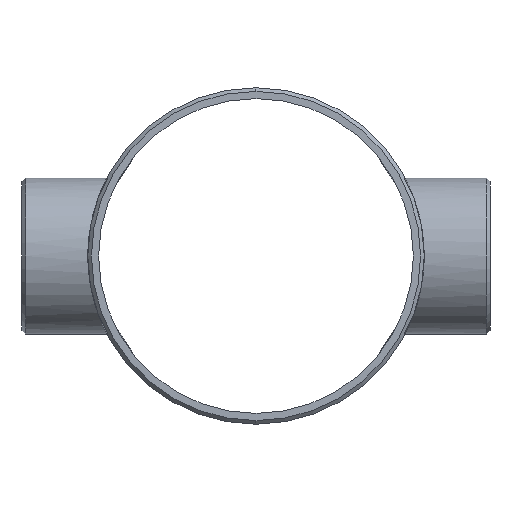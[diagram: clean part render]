
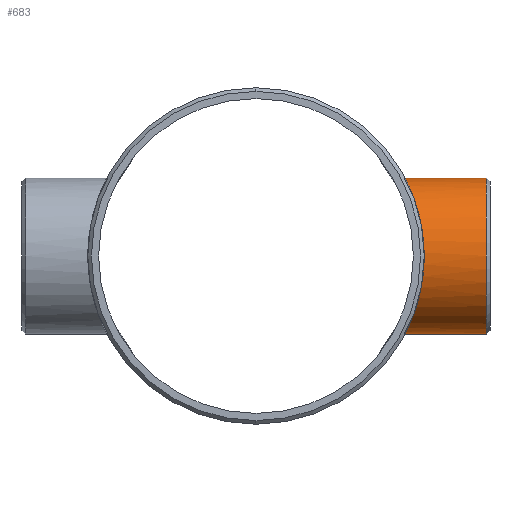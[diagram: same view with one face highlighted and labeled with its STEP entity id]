
A CAD part, left-side view. The second image highlights one B-rep face of the part: STEP entity #683.
In plain terms, the highlighted cylindrical face has radius 50.8 mm (diameter 101.6 mm), a partial arc.
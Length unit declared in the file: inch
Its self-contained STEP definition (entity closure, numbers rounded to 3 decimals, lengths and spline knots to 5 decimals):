
#8 = CARTESIAN_POINT ( 'NONE',  ( -2.00003, -4.31252, -0.06499 ) ) ;
#13 = CARTESIAN_POINT ( 'NONE',  ( -0.89134, -3.92318, 1.7907 ) ) ;
#16 = CARTESIAN_POINT ( 'NONE',  ( -1.58737, -4.13679, 1.22352 ) ) ;
#20 = CARTESIAN_POINT ( 'NONE',  ( -0.83209, -3.9098, -1.81987 ) ) ;
#21 = CARTESIAN_POINT ( 'NONE',  ( -1.98701, -4.30649, -0.22997 ) ) ;
#51 = CARTESIAN_POINT ( 'NONE',  ( 0., -3.82069, -2. ) ) ;
#100 = CARTESIAN_POINT ( 'NONE',  ( -1.32007, -4.04224, 1.50282 ) ) ;
#107 = CARTESIAN_POINT ( 'NONE',  ( -0.26504, -3.82973, 1.98264 ) ) ;
#114 = CARTESIAN_POINT ( 'NONE',  ( -1.5057, -4.10578, 1.3227 ) ) ;
#117 = CARTESIAN_POINT ( 'NONE',  ( -1.16867, -3.9951, 1.6243 ) ) ;
#121 = AXIS2_PLACEMENT_3D ( 'NONE', #176, #577, #1271 ) ;
#126 = CARTESIAN_POINT ( 'NONE',  ( -1.99997, -4.31248, 0.06708 ) ) ;
#141 = ORIENTED_EDGE ( 'NONE', *, *, #930, .F. ) ;
#147 = VECTOR ( 'NONE', #951, 39.37008 ) ;
#176 = CARTESIAN_POINT ( 'NONE',  ( 0., -6., 0. ) ) ;
#194 = CARTESIAN_POINT ( 'NONE',  ( 0., -6., 2. ) ) ;
#202 = CARTESIAN_POINT ( 'NONE',  ( -1.32147, -4.04184, -1.50687 ) ) ;
#209 = CARTESIAN_POINT ( 'NONE',  ( -1.96726, -4.29741, -0.36192 ) ) ;
#214 = CARTESIAN_POINT ( 'NONE',  ( -0.23174, -3.82757, 1.98681 ) ) ;
#219 = CARTESIAN_POINT ( 'NONE',  ( -1.58754, -4.13685, -1.2233 ) ) ;
#224 = CARTESIAN_POINT ( 'NONE',  ( -1.96681, -4.29721, 0.36434 ) ) ;
#250 = CARTESIAN_POINT ( 'NONE',  ( 0., -5.90767, -2. ) ) ;
#259 = LINE ( 'NONE', #864, #147 ) ;
#262 = CYLINDRICAL_SURFACE ( 'NONE', #121, 2. ) ;
#274 = EDGE_CURVE ( 'NONE', #998, #684, #323, .T. ) ;
#299 = CARTESIAN_POINT ( 'NONE',  ( -1.83269, -4.23748, -0.80145 ) ) ;
#306 = CARTESIAN_POINT ( 'NONE',  ( -1.77611, -4.21332, -0.92006 ) ) ;
#313 = CARTESIAN_POINT ( 'NONE',  ( -1.9826, -4.30446, 0.26536 ) ) ;
#321 = CARTESIAN_POINT ( 'NONE',  ( -0.06601, -3.82069, 2. ) ) ;
#323 = CIRCLE ( 'NONE', #690, 2. ) ;
#365 = CARTESIAN_POINT ( 'NONE',  ( 0., -5.90767, 0. ) ) ;
#388 = ORIENTED_EDGE ( 'NONE', *, *, #801, .T. ) ;
#390 = LINE ( 'NONE', #194, #711 ) ;
#404 = CARTESIAN_POINT ( 'NONE',  ( -1.97305, -4.30007, -0.32891 ) ) ;
#411 = CARTESIAN_POINT ( 'NONE',  ( -1.97262, -4.29987, 0.33149 ) ) ;
#413 = ORIENTED_EDGE ( 'NONE', *, *, #274, .T. ) ;
#417 = CARTESIAN_POINT ( 'NONE',  ( -1.67764, -4.17275, 1.0893 ) ) ;
#422 = CARTESIAN_POINT ( 'NONE',  ( -0.65099, -3.87394, -1.89561 ) ) ;
#426 = CARTESIAN_POINT ( 'NONE',  ( -1.79104, -4.21964, -0.89064 ) ) ;
#438 = VERTEX_POINT ( 'NONE', #635 ) ;
#441 = CARTESIAN_POINT ( 'NONE',  ( -0.26744, -3.82946, -1.98317 ) ) ;
#450 = ORIENTED_EDGE ( 'NONE', *, *, #789, .T. ) ;
#462 = CARTESIAN_POINT ( 'NONE',  ( 0., -3.82069, 2. ) ) ;
#506 = CARTESIAN_POINT ( 'NONE',  ( -1.81988, -4.23192, 0.83203 ) ) ;
#512 = CARTESIAN_POINT ( 'NONE',  ( -0.52539, -3.85449, 1.93428 ) ) ;
#516 = CARTESIAN_POINT ( 'NONE',  ( -0.36352, -3.83781, 1.96696 ) ) ;
#521 = CARTESIAN_POINT ( 'NONE',  ( -1.93394, -4.2822, 0.52674 ) ) ;
#528 = CARTESIAN_POINT ( 'NONE',  ( -1.6951, -4.17981, 1.06193 ) ) ;
#577 = DIRECTION ( 'NONE',  ( 0., 1., 0. ) ) ;
#592 = DIRECTION ( 'NONE',  ( 0., 1., 0. ) ) ;
#598 = CARTESIAN_POINT ( 'NONE',  ( -1.72946, -4.19379, -1.00661 ) ) ;
#604 = CARTESIAN_POINT ( 'NONE',  ( -1.00622, -3.95058, 1.72967 ) ) ;
#609 = CARTESIAN_POINT ( 'NONE',  ( -0.92041, -3.92989, 1.77592 ) ) ;
#613 = CARTESIAN_POINT ( 'NONE',  ( -1.06164, -3.96511, -1.69619 ) ) ;
#617 = CARTESIAN_POINT ( 'NONE',  ( -1.98674, -4.30637, 0.2323 ) ) ;
#635 = CARTESIAN_POINT ( 'NONE',  ( 0., -3.82069, -2. ) ) ;
#649 = B_SPLINE_CURVE_WITH_KNOTS ( 'NONE', 3,
 ( #813, #321, #721, #214, #107, #1013, #516, #512, #1097, #1026, #914, #13, #609, #604, #818, #117, #1212, #1007, #100, #1019, #1115, #114, #16, #417, #528, #908, #1192, #1204, #506, #1209, #521, #224, #411, #313, #617, #903, #126, #8, #926, #21, #1198, #404, #209, #718, #822, #299, #1110, #426, #306, #598, #726, #219, #709, #202, #1104, #613, #922, #704, #20, #422, #820, #1001, #441, #732, #1125, #51 ),
 .UNSPECIFIED., .F., .F.,
 ( 4, 2, 2, 2, 2, 2, 2, 2, 2, 2, 2, 2, 2, 2, 2, 2, 2, 2, 2, 2, 2, 2, 2, 2, 2, 2, 2, 2, 2, 2, 2, 2, 4 ),
 ( 0.16115, 0.16618, 0.1687, 0.17121, 0.18127, 0.18378, 0.1863, 0.19133, 0.19636, 0.19887, 0.20139, 0.21145, 0.21396, 0.21648, 0.22151, 0.23156, 0.23408, 0.23659, 0.24162, 0.24665, 0.24917, 0.25168, 0.26174, 0.26426, 0.26677, 0.2718, 0.28186, 0.29192, 0.29695, 0.30198, 0.31204, 0.31707, 0.3221 ),
 .UNSPECIFIED. ) ;
#683 = ADVANCED_FACE ( 'NONE', ( #1182 ), #262, .T. ) ;
#684 = VERTEX_POINT ( 'NONE', #1264 ) ;
#690 = AXIS2_PLACEMENT_3D ( 'NONE', #365, #1161, #1071 ) ;
#704 = CARTESIAN_POINT ( 'NONE',  ( -0.89168, -3.92297, -1.79141 ) ) ;
#709 = CARTESIAN_POINT ( 'NONE',  ( -1.50561, -4.10573, -1.32291 ) ) ;
#711 = VECTOR ( 'NONE', #592, 39.37008 ) ;
#718 = CARTESIAN_POINT ( 'NONE',  ( -1.93447, -4.28244, -0.52491 ) ) ;
#721 = CARTESIAN_POINT ( 'NONE',  ( -0.13219, -3.8224, 1.99674 ) ) ;
#726 = CARTESIAN_POINT ( 'NONE',  ( -1.69582, -4.18, -1.06225 ) ) ;
#732 = CARTESIAN_POINT ( 'NONE',  ( -0.13418, -3.82246, -1.99662 ) ) ;
#789 = EDGE_CURVE ( 'NONE', #684, #897, #390, .T. ) ;
#801 = EDGE_CURVE ( 'NONE', #897, #438, #649, .T. ) ;
#813 = CARTESIAN_POINT ( 'NONE',  ( 0., -3.82069, 2. ) ) ;
#818 = CARTESIAN_POINT ( 'NONE',  ( -1.06156, -3.96509, 1.69625 ) ) ;
#820 = CARTESIAN_POINT ( 'NONE',  ( -0.52629, -3.85463, -1.93399 ) ) ;
#822 = CARTESIAN_POINT ( 'NONE',  ( -1.89583, -4.26494, -0.65038 ) ) ;
#864 = CARTESIAN_POINT ( 'NONE',  ( 0., -6., -2. ) ) ;
#897 = VERTEX_POINT ( 'NONE', #462 ) ;
#903 = CARTESIAN_POINT ( 'NONE',  ( -1.99667, -4.31095, 0.13315 ) ) ;
#908 = CARTESIAN_POINT ( 'NONE',  ( -1.7288, -4.19359, 1.00614 ) ) ;
#914 = CARTESIAN_POINT ( 'NONE',  ( -0.83223, -3.91017, 1.81892 ) ) ;
#922 = CARTESIAN_POINT ( 'NONE',  ( -1.00631, -3.9506, -1.72962 ) ) ;
#926 = CARTESIAN_POINT ( 'NONE',  ( -1.99681, -4.31102, -0.131 ) ) ;
#930 = EDGE_CURVE ( 'NONE', #998, #438, #259, .T. ) ;
#951 = DIRECTION ( 'NONE',  ( 0., 1., 0. ) ) ;
#998 = VERTEX_POINT ( 'NONE', #250 ) ;
#1001 = CARTESIAN_POINT ( 'NONE',  ( -0.33294, -3.83463, -1.97319 ) ) ;
#1007 = CARTESIAN_POINT ( 'NONE',  ( -1.29546, -4.03427, 1.52408 ) ) ;
#1013 = CARTESIAN_POINT ( 'NONE',  ( -0.33087, -3.83485, 1.97272 ) ) ;
#1019 = CARTESIAN_POINT ( 'NONE',  ( -1.36818, -4.05821, 1.45916 ) ) ;
#1026 = CARTESIAN_POINT ( 'NONE',  ( -0.80212, -3.90387, 1.8324 ) ) ;
#1071 = DIRECTION ( 'NONE',  ( 0., 0., -1. ) ) ;
#1097 = CARTESIAN_POINT ( 'NONE',  ( -0.65062, -3.87387, 1.89577 ) ) ;
#1104 = CARTESIAN_POINT ( 'NONE',  ( -1.222, -4.01004, -1.58849 ) ) ;
#1110 = CARTESIAN_POINT ( 'NONE',  ( -1.81931, -4.23171, -0.83138 ) ) ;
#1115 = CARTESIAN_POINT ( 'NONE',  ( -1.3916, -4.06617, 1.43683 ) ) ;
#1125 = CARTESIAN_POINT ( 'NONE',  ( -0.06704, -3.82069, -2. ) ) ;
#1161 = DIRECTION ( 'NONE',  ( 0., 1., 0. ) ) ;
#1175 = EDGE_LOOP ( 'NONE', ( #413, #450, #388, #141 ) ) ;
#1182 = FACE_OUTER_BOUND ( 'NONE', #1175, .T. ) ;
#1192 = CARTESIAN_POINT ( 'NONE',  ( -1.74508, -4.20033, 0.97764 ) ) ;
#1198 = CARTESIAN_POINT ( 'NONE',  ( -1.98292, -4.3046, -0.26296 ) ) ;
#1204 = CARTESIAN_POINT ( 'NONE',  ( -1.79178, -4.21987, 0.89098 ) ) ;
#1209 = CARTESIAN_POINT ( 'NONE',  ( -1.89535, -4.26473, 0.65165 ) ) ;
#1212 = CARTESIAN_POINT ( 'NONE',  ( -1.22045, -4.0106, 1.58578 ) ) ;
#1264 = CARTESIAN_POINT ( 'NONE',  ( 0., -5.90767, 2. ) ) ;
#1271 = DIRECTION ( 'NONE',  ( 0., 0., -1. ) ) ;
